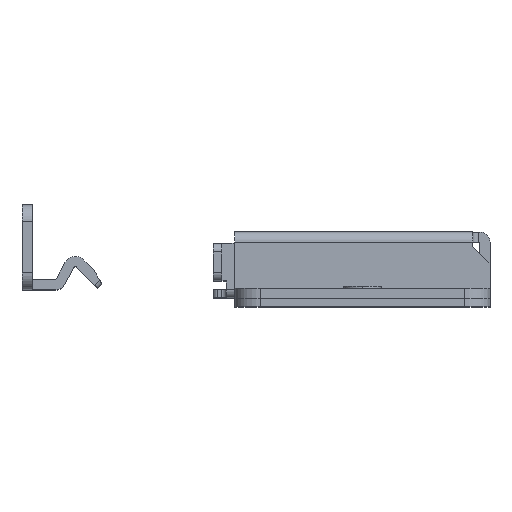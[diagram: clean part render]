
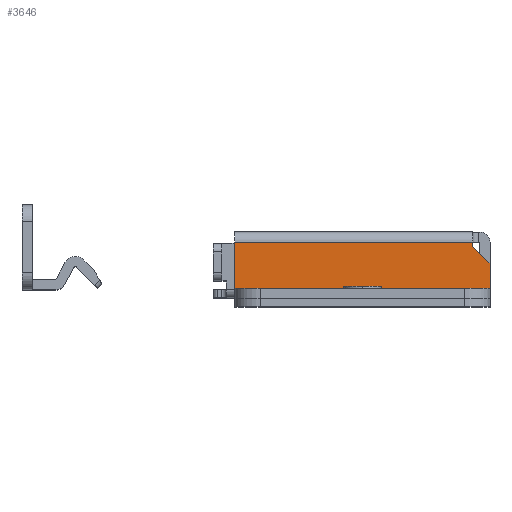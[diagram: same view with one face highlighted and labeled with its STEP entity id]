
A CAD part, top view. The second image highlights one B-rep face of the part: STEP entity #3646.
In plain terms, the highlighted planar face has unit normal (0, 0, 1).
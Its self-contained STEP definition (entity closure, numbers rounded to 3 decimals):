
#465 = EDGE_CURVE ( 'NONE', #7156, #5235, #3716, .T. ) ;
#548 = LINE ( 'NONE', #1804, #5064 ) ;
#577 = DIRECTION ( 'NONE',  ( 0.707, -0.707, 0. ) ) ;
#582 = DIRECTION ( 'NONE',  ( 0., -1., 0. ) ) ;
#918 = VERTEX_POINT ( 'NONE', #2534 ) ;
#1205 = CARTESIAN_POINT ( 'NONE',  ( 28., 6.1, 12. ) ) ;
#1332 = EDGE_CURVE ( 'NONE', #918, #7582, #1457, .T. ) ;
#1410 = VECTOR ( 'NONE', #4439, 1000. ) ;
#1457 = LINE ( 'NONE', #4071, #4580 ) ;
#1579 = LINE ( 'NONE', #3843, #1410 ) ;
#1624 = VECTOR ( 'NONE', #5740, 1000. ) ;
#1799 = CARTESIAN_POINT ( 'NONE',  ( 28., 6.1, 12. ) ) ;
#1804 = CARTESIAN_POINT ( 'NONE',  ( 30., 7.8, 12. ) ) ;
#1850 = CARTESIAN_POINT ( 'NONE',  ( 0., 1.2, 12. ) ) ;
#2415 = CARTESIAN_POINT ( 'NONE',  ( 30., 4.1, 12. ) ) ;
#2534 = CARTESIAN_POINT ( 'NONE',  ( 30., 1.2, 12. ) ) ;
#2791 = CARTESIAN_POINT ( 'NONE',  ( 30., 6.6, 12. ) ) ;
#3054 = AXIS2_PLACEMENT_3D ( 'NONE', #6658, #7241, #3699 ) ;
#3191 = EDGE_CURVE ( 'NONE', #6949, #7582, #1579, .T. ) ;
#3445 = VECTOR ( 'NONE', #582, 1000. ) ;
#3535 = EDGE_CURVE ( 'NONE', #5397, #918, #548, .T. ) ;
#3646 = ADVANCED_FACE ( 'NONE', ( #4148 ), #6032, .F. ) ;
#3699 = DIRECTION ( 'NONE',  ( -1., 0., 0. ) ) ;
#3716 = LINE ( 'NONE', #1205, #3445 ) ;
#3843 = CARTESIAN_POINT ( 'NONE',  ( 0., 7.8, 12. ) ) ;
#3857 = ORIENTED_EDGE ( 'NONE', *, *, #1332, .F. ) ;
#4071 = CARTESIAN_POINT ( 'NONE',  ( 30., 1.2, 12. ) ) ;
#4148 = FACE_OUTER_BOUND ( 'NONE', #5040, .T. ) ;
#4320 = ORIENTED_EDGE ( 'NONE', *, *, #3191, .T. ) ;
#4439 = DIRECTION ( 'NONE',  ( 0., -1., 0. ) ) ;
#4469 = VECTOR ( 'NONE', #577, 1000. ) ;
#4580 = VECTOR ( 'NONE', #4679, 1000. ) ;
#4587 = ORIENTED_EDGE ( 'NONE', *, *, #465, .F. ) ;
#4679 = DIRECTION ( 'NONE',  ( -1., 0., 0. ) ) ;
#4835 = CARTESIAN_POINT ( 'NONE',  ( 28., 6.6, 12. ) ) ;
#4910 = CARTESIAN_POINT ( 'NONE',  ( 30., 4.1, 12. ) ) ;
#5040 = EDGE_LOOP ( 'NONE', ( #4587, #6701, #4320, #3857, #5957, #5690 ) ) ;
#5064 = VECTOR ( 'NONE', #5336, 1000. ) ;
#5119 = LINE ( 'NONE', #2791, #1624 ) ;
#5220 = CARTESIAN_POINT ( 'NONE',  ( 0., 6.6, 12. ) ) ;
#5235 = VERTEX_POINT ( 'NONE', #1799 ) ;
#5336 = DIRECTION ( 'NONE',  ( 0., -1., 0. ) ) ;
#5397 = VERTEX_POINT ( 'NONE', #4910 ) ;
#5690 = ORIENTED_EDGE ( 'NONE', *, *, #6542, .F. ) ;
#5740 = DIRECTION ( 'NONE',  ( -1., 0., 0. ) ) ;
#5857 = EDGE_CURVE ( 'NONE', #7156, #6949, #5119, .T. ) ;
#5957 = ORIENTED_EDGE ( 'NONE', *, *, #3535, .F. ) ;
#6032 = PLANE ( 'NONE',  #3054 ) ;
#6045 = LINE ( 'NONE', #2415, #4469 ) ;
#6542 = EDGE_CURVE ( 'NONE', #5235, #5397, #6045, .T. ) ;
#6658 = CARTESIAN_POINT ( 'NONE',  ( 30., 7.8, 12. ) ) ;
#6701 = ORIENTED_EDGE ( 'NONE', *, *, #5857, .T. ) ;
#6949 = VERTEX_POINT ( 'NONE', #5220 ) ;
#7156 = VERTEX_POINT ( 'NONE', #4835 ) ;
#7241 = DIRECTION ( 'NONE',  ( 0., 0., -1. ) ) ;
#7582 = VERTEX_POINT ( 'NONE', #1850 ) ;
